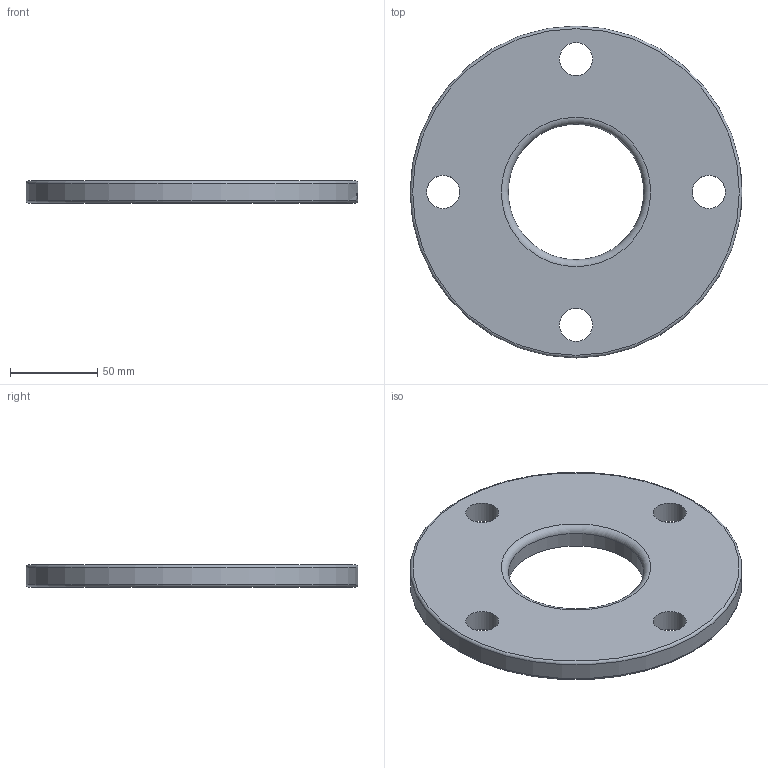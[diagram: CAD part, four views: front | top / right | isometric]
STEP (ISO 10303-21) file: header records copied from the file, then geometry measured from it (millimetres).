
FILE_DESCRIPTION(/* description */ (''),/* implementation_level */ '2;1');
FILE_NAME(/* name */ '38SL-3.stp',/* time_stamp */ '2018-11-20T11:30:26-05:00',/* author */ ('ken'),/* organization */ (''),/* preprocessor_version */ 'ST-DEVELOPER v15.2',/* originating_system */ 'Autodesk Inventor 2014',/* authorisation */ '');
FILE_SCHEMA (('AUTOMOTIVE_DESIGN { 1 0 10303 214 3 1 1 }'));
Length unit declared in the file: inch
Products named in the file (1): 38SL-3
Bounding box: 190.5 x 190.5 x 12.7 mm (x, y, z)
Volume: 285685.6 mm3; surface area: 57791.9 mm2
Topology: 1 solids, 1 shells, 346 faces, 942 edges, 627 vertices
Faces by surface type: bspline 192, plane 114, cylinder 37, torus 3
Full cylindrical faces by diameter (mm): 19.05 x4, 77.8 x1, 190.5 x1
Entity records: 14634 total; most frequent: CARTESIAN_POINT 7085, ORIENTED_EDGE 1854, DIRECTION 986, EDGE_CURVE 927, VERTEX_POINT 623, LINE 408, VECTOR 408, EDGE_LOOP 394
